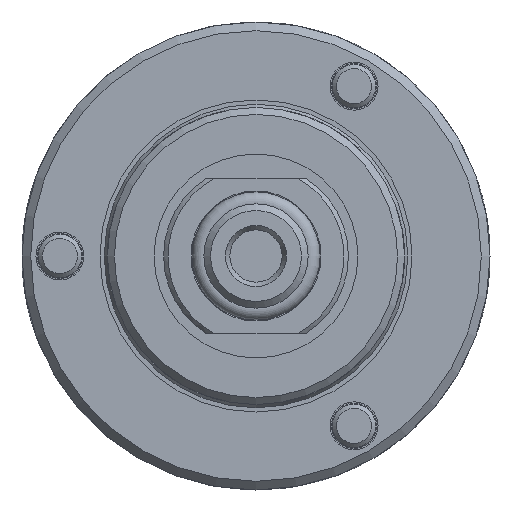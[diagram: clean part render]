
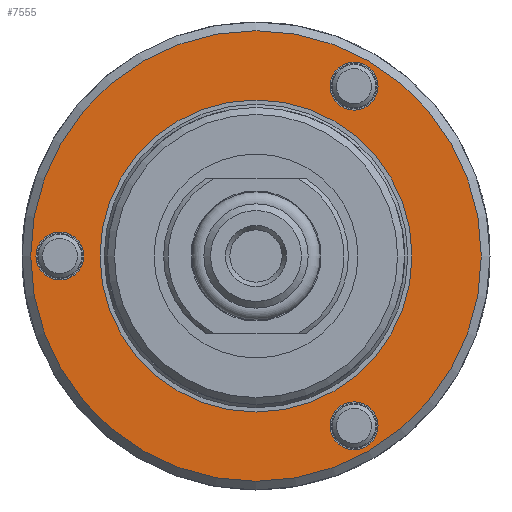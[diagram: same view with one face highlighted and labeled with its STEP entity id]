
A CAD part, left-side view. The second image highlights one B-rep face of the part: STEP entity #7555.
In plain terms, the highlighted planar face has unit normal (-1, 0, 0).
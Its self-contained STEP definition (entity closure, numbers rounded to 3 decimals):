
#639=FACE_BOUND('',#2308,.T.);
#640=FACE_BOUND('',#2309,.T.);
#641=FACE_BOUND('',#2310,.T.);
#642=FACE_BOUND('',#2311,.T.);
#693=PLANE('',#8075);
#1861=FACE_OUTER_BOUND('',#2307,.T.);
#2307=EDGE_LOOP('',(#5250));
#2308=EDGE_LOOP('',(#5251));
#2309=EDGE_LOOP('',(#5252));
#2310=EDGE_LOOP('',(#5253));
#2311=EDGE_LOOP('',(#5254,#5255));
#2807=CIRCLE('',#8073,17.9);
#2808=CIRCLE('',#8074,17.9);
#2809=CIRCLE('',#8076,25.85);
#2810=CIRCLE('',#8077,2.75);
#2811=CIRCLE('',#8078,2.75);
#2812=CIRCLE('',#8079,2.75);
#3135=VERTEX_POINT('',#10901);
#3136=VERTEX_POINT('',#10902);
#3137=VERTEX_POINT('',#10907);
#3138=VERTEX_POINT('',#10909);
#3139=VERTEX_POINT('',#10911);
#3140=VERTEX_POINT('',#10913);
#3965=EDGE_CURVE('',#3135,#3136,#2807,.T.);
#3966=EDGE_CURVE('',#3136,#3135,#2808,.T.);
#3968=EDGE_CURVE('',#3137,#3137,#2809,.T.);
#3969=EDGE_CURVE('',#3138,#3138,#2810,.T.);
#3970=EDGE_CURVE('',#3139,#3139,#2811,.T.);
#3971=EDGE_CURVE('',#3140,#3140,#2812,.T.);
#5250=ORIENTED_EDGE('',*,*,#3968,.F.);
#5251=ORIENTED_EDGE('',*,*,#3969,.T.);
#5252=ORIENTED_EDGE('',*,*,#3970,.T.);
#5253=ORIENTED_EDGE('',*,*,#3971,.T.);
#5254=ORIENTED_EDGE('',*,*,#3965,.T.);
#5255=ORIENTED_EDGE('',*,*,#3966,.T.);
#7555=ADVANCED_FACE('',(#1861,#639,#640,#641,#642),#693,.T.);
#8073=AXIS2_PLACEMENT_3D('',#10903,#8808,#8809);
#8074=AXIS2_PLACEMENT_3D('',#10904,#8810,#8811);
#8075=AXIS2_PLACEMENT_3D('',#10906,#8813,#8814);
#8076=AXIS2_PLACEMENT_3D('',#10908,#8815,#8816);
#8077=AXIS2_PLACEMENT_3D('',#10910,#8817,#8818);
#8078=AXIS2_PLACEMENT_3D('',#10912,#8819,#8820);
#8079=AXIS2_PLACEMENT_3D('',#10914,#8821,#8822);
#8808=DIRECTION('center_axis',(1.,0.,0.));
#8809=DIRECTION('ref_axis',(0.,1.,0.));
#8810=DIRECTION('center_axis',(1.,0.,0.));
#8811=DIRECTION('ref_axis',(0.,1.,0.));
#8813=DIRECTION('center_axis',(-1.,0.,0.));
#8814=DIRECTION('ref_axis',(0.,0.,1.));
#8815=DIRECTION('center_axis',(1.,0.,0.));
#8816=DIRECTION('ref_axis',(0.,-1.,0.));
#8817=DIRECTION('center_axis',(1.,0.,0.));
#8818=DIRECTION('ref_axis',(0.,0.,-1.));
#8819=DIRECTION('center_axis',(1.,0.,0.));
#8820=DIRECTION('ref_axis',(0.,0.866,0.5));
#8821=DIRECTION('center_axis',(1.,0.,0.));
#8822=DIRECTION('ref_axis',(0.,-0.866,0.5));
#10901=CARTESIAN_POINT('',(5.1,17.9,0.));
#10902=CARTESIAN_POINT('',(5.1,-17.9,0.));
#10903=CARTESIAN_POINT('Origin',(5.1,0.,0.));
#10904=CARTESIAN_POINT('Origin',(5.1,0.,0.));
#10906=CARTESIAN_POINT('Origin',(5.1,21.054,0.));
#10907=CARTESIAN_POINT('',(5.1,25.85,0.));
#10908=CARTESIAN_POINT('Origin',(5.1,0.,0.));
#10909=CARTESIAN_POINT('',(5.1,22.5,2.75));
#10910=CARTESIAN_POINT('Origin',(5.1,22.5,0.));
#10911=CARTESIAN_POINT('',(5.1,-13.632,18.111));
#10912=CARTESIAN_POINT('Origin',(5.1,-11.25,19.486));
#10913=CARTESIAN_POINT('',(5.1,-8.868,-20.861));
#10914=CARTESIAN_POINT('Origin',(5.1,-11.25,-19.486));
